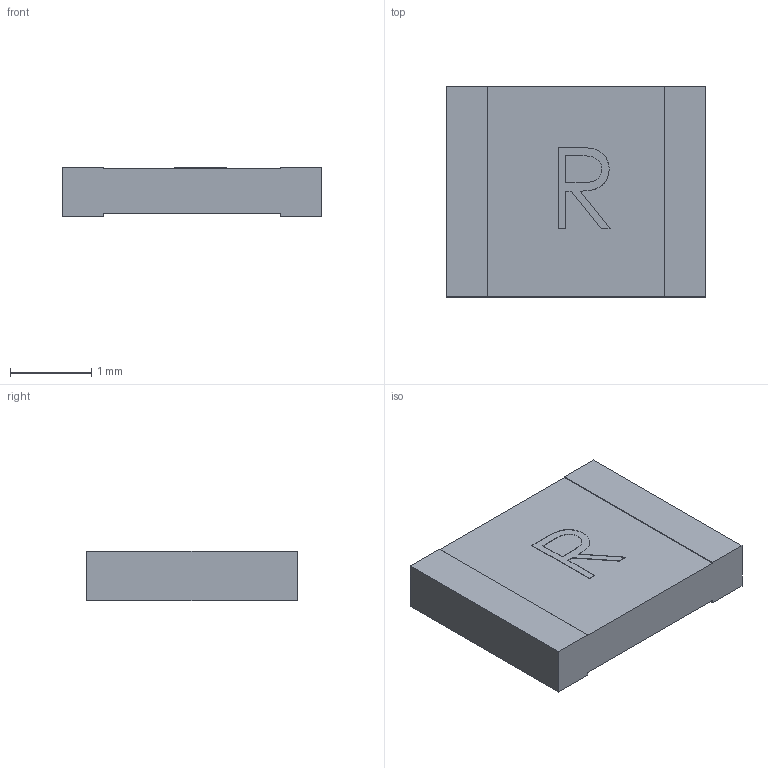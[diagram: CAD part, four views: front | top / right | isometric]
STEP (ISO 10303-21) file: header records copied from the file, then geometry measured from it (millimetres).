
FILE_DESCRIPTION(/* description */ (''),/* implementation_level */ '2;1');
FILE_NAME(/* name */ '1210_R.step',/* time_stamp */ '2010-06-16T21:33:20+08:00',/* author */ (''),/* organization */ (''),/* preprocessor_version */ 'ST-DEVELOPER v11',/* originating_system */ 'SIEMENS UGS NX 6.0',/* authorisation */ '');
FILE_SCHEMA (('AUTOMOTIVE_DESIGN { 1 0 10303 214 1 1 1 1 }'));
Length unit declared in the file: millimetre
Products named in the file (1): 1210_R
Bounding box: 3.2 x 2.59 x 0.61 mm (x, y, z)
Volume: 4.8 mm3; surface area: 23.7 mm2
Topology: 1 solids, 1 shells, 32 faces, 84 edges, 56 vertices
Faces by surface type: plane 27, extrusion 5
Entity records: 1445 total; most frequent: CARTESIAN_POINT 419, ORIENTED_EDGE 168, DIRECTION 135, EDGE_CURVE 84, VECTOR 79, LINE 74, VERTEX_POINT 56, EDGE_LOOP 34
